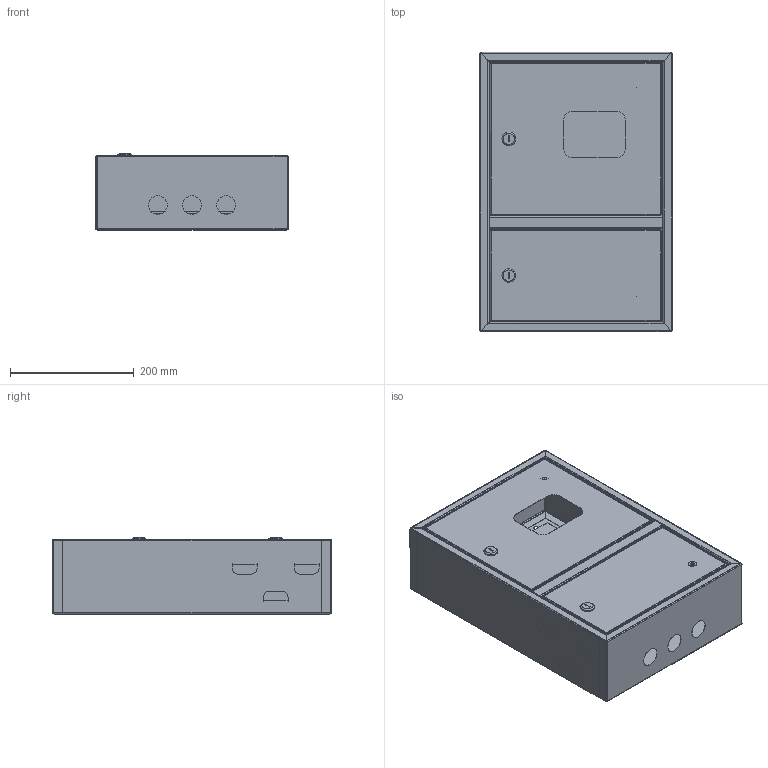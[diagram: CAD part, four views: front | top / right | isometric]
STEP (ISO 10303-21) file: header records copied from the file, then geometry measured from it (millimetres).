
FILE_DESCRIPTION (( 'STEP AP203' ), '1' );
FILE_NAME ('ÙÓÐí-1-14 (Ý) äâà îòñåêà (ÁÓÐ) (450õ310õ120) IP31 EKF PROxima.STEP', '2021-07-13T08:08:26', ( '' ), ( '' ), 'SwSTEP 2.0', 'SolidWorks 2021', '' );
FILE_SCHEMA (( 'CONFIG_CONTROL_DESIGN' ));
Length unit declared in the file: millimetre
Products named in the file (29): ÌÈ-2045.01.01.001 Ñòåíêà ïðàâàÿ; ÌÈ-2045.01.00.000 ÑÁ Êîðïóñ â ñáîðå; ÌÈ-2045.01.01.000 ÑÁ Ñòåíêà ïðàâàÿ â ñáîðå; Çàìîê ïî÷òîâûé; ÌÈ-1995.01.02.001 Ñòåíêà çàäíÿÿ; pan head cross recess screw_din_DIN EN ISO 7045 - M4 x 16 - Z - 16C; ÌÈ-1995.02.00.000 ÑÁ Äâåðü âåðõíÿÿ â ñáîðå; 昈-1995.01.04.002 赶鎀鍧; 相礤朦 聍弪麒赅 倘-514.00.00.001; ÌÈ-2045.01.03.000 ÑÁ Ñòåíêà ëåâàÿ â ñáîðå; Øïèëüêà Ì6õ20; ÌÈ-1995.01.02.002 Îïîðà; DIN-ðåéêà 280ìì; ÌÈ-1995.01.04.001 Ïåðåãîðîäêà; ÙÓÐí-1-14 (Ý) äâà îòñåêà (ÁÓÐ) (450õ310õ120) IP31 EKF PROxima; ÌÈ-1995.03.00.000 ÑÁ Äâåðü íèæíÿÿ â ñáîðå; ÌÈ-1995.01.04.000 ÑÁ Ïåðåãîðîäêà â ñáîðå; ÌÈ-2045.01.03.001 Ñòåíêà ëåâàÿ; DIN-ðåéêà 60ìì; Êðîíøòåéí 40õ40; Çàêëåïêà ãàå÷íàÿ Ì4_Œ8; ﾌﾈ-1995.03.00.001 ﾄ粢 湜跫; cross ph tapping 968_din_Screw DIN 968-ST4.2x13-C-H-N; Øïèëüêà Ì6õ12; pan head cross recess screw_din_ISO 7045 - M4 x 16 - Z --- 16N; ÌÈ-1995.02.00.001 Äâåðü âåðõíÿÿ; ÌÈ-1995.00.00.001 Ôàëüøïàíåëü; hex flange nut_din_Hexagon Flange Nut DIN 6923 - M6 - N; ÌÈ-1995.01.02.000 ÑÁ Ñòåíêà çàäíÿÿ â ñáîðå
Assembly tree (53 placements, depth 4):
  ÙÓÐí-1-14 (Ý) äâà îòñåêà (ÁÓÐ) (450õ310õ120) IP31 EKF PROxima
    ÌÈ-2045.01.00.000 ÑÁ Êîðïóñ â ñáîðå
      ÌÈ-2045.01.01.000 ÑÁ Ñòåíêà ïðàâàÿ â ñáîðå
        ÌÈ-2045.01.01.001 Ñòåíêà ïðàâàÿ
        Øïèëüêà Ì6õ12  x2
        Êðîíøòåéí 40õ40  x3
      ÌÈ-1995.01.02.000 ÑÁ Ñòåíêà çàäíÿÿ â ñáîðå
        ÌÈ-1995.01.02.001 Ñòåíêà çàäíÿÿ
        Øïèëüêà Ì6õ20  x2
        ÌÈ-1995.01.02.002 Îïîðà
        DIN-ðåéêà 60ìì
      ÌÈ-2045.01.03.000 ÑÁ Ñòåíêà ëåâàÿ â ñáîðå
        ÌÈ-2045.01.03.001 Ñòåíêà ëåâàÿ
        Êðîíøòåéí 40õ40  x3
      ÌÈ-1995.01.04.000 ÑÁ Ïåðåãîðîäêà â ñáîðå
        ÌÈ-1995.01.04.001 Ïåðåãîðîäêà
        昈-1995.01.04.002 赶鎀鍧
    ÌÈ-1995.02.00.000 ÑÁ Äâåðü âåðõíÿÿ â ñáîðå
      ÌÈ-1995.02.00.001 Äâåðü âåðõíÿÿ
      Çàêëåïêà ãàå÷íàÿ Ì4_Œ8  x2
      Øïèëüêà Ì6õ12
      Çàìîê ïî÷òîâûé
    hex flange nut_din_Hexagon Flange Nut DIN 6923 - M6 - N  x6
    pan head cross recess screw_din_ISO 7045 - M4 x 16 - Z --- 16N  x2
    相礤朦 聍弪麒赅 倘-514.00.00.001
    DIN-ðåéêà 280ìì
    ÌÈ-1995.00.00.001 Ôàëüøïàíåëü
    cross ph tapping 968_din_Screw DIN 968-ST4.2x13-C-H-N  x6
    ÌÈ-1995.03.00.000 ÑÁ Äâåðü íèæíÿÿ â ñáîðå
      ﾌﾈ-1995.03.00.001 ﾄ粢 湜跫
      Øïèëüêà Ì6õ12
      Çàìîê ïî÷òîâûé
      Çàêëåïêà ãàå÷íàÿ Ì4_Œ8  x2
    pan head cross recess screw_din_DIN EN ISO 7045 - M4 x 16 - Z - 16C  x2
Bounding box: 310 x 450 x 123.7 mm (x, y, z)
Volume: 481557.3 mm3; surface area: 1315031.8 mm2
Topology: 46 solids, 46 shells, 1995 faces, 4949 edges, 3104 vertices
Faces by surface type: plane 1010, cylinder 433, bspline 308, cone 180, torus 44, sphere 20
Entity records: 37362 total; most frequent: CARTESIAN_POINT 10678, ORIENTED_EDGE 4788, DIRECTION 4590, EDGE_CURVE 2394, AXIS2_PLACEMENT_3D 1537, VECTOR 1516, LINE 1516, VERTEX_POINT 1475
